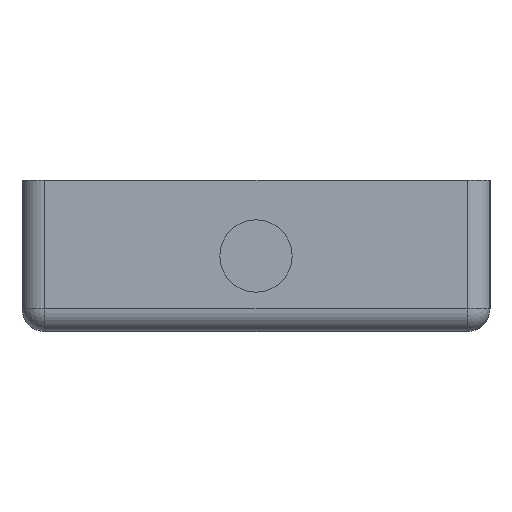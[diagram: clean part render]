
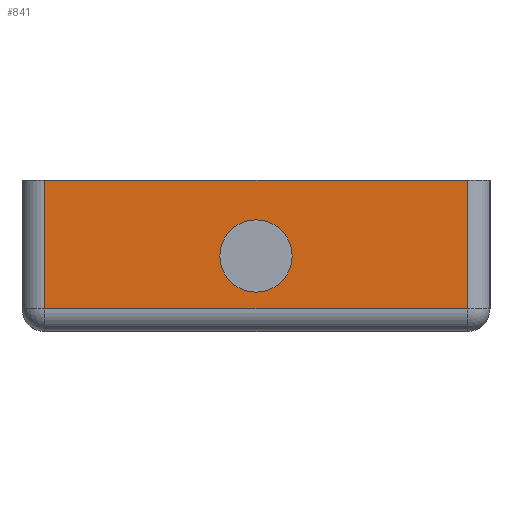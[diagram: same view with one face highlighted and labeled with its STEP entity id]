
A CAD part, left-side view. The second image highlights one B-rep face of the part: STEP entity #841.
In plain terms, the highlighted planar face has unit normal (-1, 0, 0).
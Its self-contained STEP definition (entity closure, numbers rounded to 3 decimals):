
#79=DIRECTION('',(0.,-1.,0.));
#80=VECTOR('',#79,35.484);
#81=CARTESIAN_POINT('',(-19.05,17.742,6.35));
#82=LINE('',#81,#80);
#234=DIRECTION('',(0.,1.,0.));
#235=VECTOR('',#234,35.484);
#236=CARTESIAN_POINT('',(-19.05,-17.742,-4.445));
#237=LINE('',#236,#235);
#238=DIRECTION('',(0.,0.,-1.));
#239=VECTOR('',#238,10.795);
#240=CARTESIAN_POINT('',(-19.05,17.742,6.35));
#241=LINE('',#240,#239);
#242=DIRECTION('',(0.,0.,-1.));
#243=VECTOR('',#242,10.795);
#244=CARTESIAN_POINT('',(-19.05,-17.742,6.35));
#245=LINE('',#244,#243);
#246=CARTESIAN_POINT('',(-19.05,0.,0.));
#247=DIRECTION('',(-1.,0.,0.));
#248=DIRECTION('',(0.,-1.,0.));
#249=AXIS2_PLACEMENT_3D('',#246,#247,#248);
#251=CARTESIAN_POINT('',(-19.05,0.,0.));
#252=DIRECTION('',(-1.,0.,0.));
#253=DIRECTION('',(0.,1.,0.));
#254=AXIS2_PLACEMENT_3D('',#251,#252,#253);
#433=CARTESIAN_POINT('',(-19.05,17.742,6.35));
#434=VERTEX_POINT('',#433);
#435=CARTESIAN_POINT('',(-19.05,-17.742,6.35));
#436=VERTEX_POINT('',#435);
#447=CARTESIAN_POINT('',(-19.05,-17.742,-4.445));
#448=VERTEX_POINT('',#447);
#451=CARTESIAN_POINT('',(-19.05,17.742,-4.445));
#452=VERTEX_POINT('',#451);
#513=CARTESIAN_POINT('',(-19.05,-3.035,0.));
#514=CARTESIAN_POINT('',(-19.05,3.035,0.));
#515=VERTEX_POINT('',#513);
#516=VERTEX_POINT('',#514);
#823=CARTESIAN_POINT('',(-19.05,19.647,-6.35));
#824=DIRECTION('',(-1.,0.,0.));
#825=DIRECTION('',(0.,-1.,0.));
#826=AXIS2_PLACEMENT_3D('',#823,#824,#825);
#827=PLANE('',#826);
#828=ORIENTED_EDGE('',*,*,#816,.T.);
#829=ORIENTED_EDGE('',*,*,#792,.F.);
#830=ORIENTED_EDGE('',*,*,#584,.T.);
#832=ORIENTED_EDGE('',*,*,#831,.T.);
#833=EDGE_LOOP('',(#828,#829,#830,#832));
#834=FACE_OUTER_BOUND('',#833,.F.);
#836=ORIENTED_EDGE('',*,*,#835,.T.);
#838=ORIENTED_EDGE('',*,*,#837,.T.);
#839=EDGE_LOOP('',(#836,#838));
#840=FACE_BOUND('',#839,.F.);
#841=ADVANCED_FACE('',(#834,#840),#827,.T.);
#250=CIRCLE('',#249,3.035);
#255=CIRCLE('',#254,3.035);
#584=EDGE_CURVE('',#434,#436,#82,.T.);
#792=EDGE_CURVE('',#434,#452,#241,.T.);
#816=EDGE_CURVE('',#448,#452,#237,.T.);
#831=EDGE_CURVE('',#436,#448,#245,.T.);
#835=EDGE_CURVE('',#515,#516,#250,.T.);
#837=EDGE_CURVE('',#516,#515,#255,.T.);
